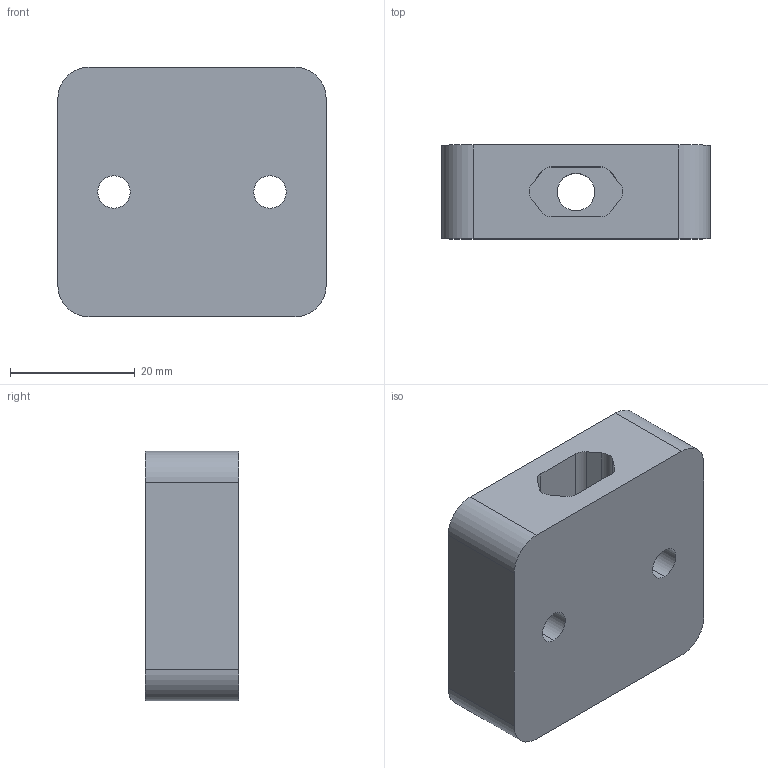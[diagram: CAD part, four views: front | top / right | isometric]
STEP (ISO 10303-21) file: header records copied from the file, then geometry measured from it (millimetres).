
FILE_DESCRIPTION (( 'STEP AP214' ), '1' );
FILE_NAME ('Tightener - Outer.STEP', '2017-03-21T12:42:48', ( '' ), ( '' ), 'SwSTEP 2.0', 'SolidWorks 2016', '' );
FILE_SCHEMA (( 'AUTOMOTIVE_DESIGN' ));
Length unit declared in the file: millimetre
Products named in the file (1): Tightener - Outer
Bounding box: 43 x 15 x 40 mm (x, y, z)
Volume: 21863.2 mm3; surface area: 7351.3 mm2
Topology: 1 solids, 1 shells, 30 faces, 81 edges, 54 vertices
Faces by surface type: cylinder 17, plane 13
Entity records: 1005 total; most frequent: DIRECTION 177, CARTESIAN_POINT 166, ORIENTED_EDGE 162, EDGE_CURVE 81, AXIS2_PLACEMENT_3D 65, VERTEX_POINT 54, VECTOR 47, LINE 47
